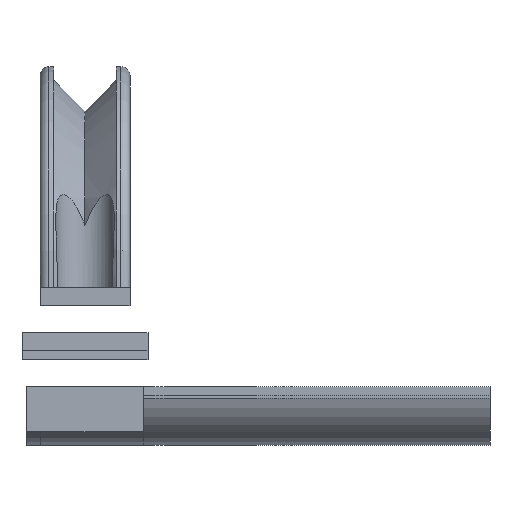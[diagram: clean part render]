
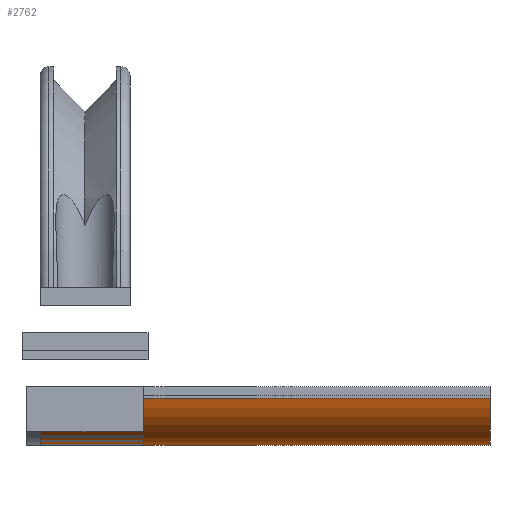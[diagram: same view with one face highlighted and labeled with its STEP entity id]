
A CAD part, front view. The second image highlights one B-rep face of the part: STEP entity #2762.
In plain terms, the highlighted cylindrical face has radius 14 mm (diameter 28 mm), a partial arc.
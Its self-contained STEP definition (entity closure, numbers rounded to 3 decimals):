
#63=CYLINDRICAL_SURFACE('',#2948,14.);
#110=CIRCLE('',#2936,14.);
#113=CIRCLE('',#2949,14.);
#199=FACE_OUTER_BOUND('',#351,.T.);
#351=EDGE_LOOP('',(#1915,#1916,#1917,#1918));
#517=LINE('',#3958,#834);
#549=LINE('',#4033,#866);
#834=VECTOR('',#3187,10.);
#866=VECTOR('',#3257,10.);
#1145=VERTEX_POINT('',#3955);
#1146=VERTEX_POINT('',#3957);
#1161=VERTEX_POINT('',#3994);
#1170=VERTEX_POINT('',#4032);
#1423=EDGE_CURVE('',#1145,#1146,#517,.F.);
#1443=EDGE_CURVE('',#1145,#1161,#110,.T.);
#1461=EDGE_CURVE('',#1161,#1170,#549,.T.);
#1462=EDGE_CURVE('',#1170,#1146,#113,.T.);
#1915=ORIENTED_EDGE('',*,*,#1443,.T.);
#1916=ORIENTED_EDGE('',*,*,#1461,.T.);
#1917=ORIENTED_EDGE('',*,*,#1462,.T.);
#1918=ORIENTED_EDGE('',*,*,#1423,.F.);
#2762=ADVANCED_FACE('',(#199),#63,.T.);
#2936=AXIS2_PLACEMENT_3D('',#3996,#3216,#3217);
#2948=AXIS2_PLACEMENT_3D('',#4031,#3255,#3256);
#2949=AXIS2_PLACEMENT_3D('',#4034,#3258,#3259);
#3187=DIRECTION('',(-1.,0.,0.));
#3216=DIRECTION('center_axis',(1.,0.,0.));
#3217=DIRECTION('ref_axis',(0.,-0.954,-0.3));
#3255=DIRECTION('center_axis',(1.,0.,0.));
#3256=DIRECTION('ref_axis',(0.,-0.954,-0.3));
#3257=DIRECTION('',(1.,0.,0.));
#3258=DIRECTION('center_axis',(-1.,0.,0.));
#3259=DIRECTION('ref_axis',(0.,-0.954,-0.3));
#3955=CARTESIAN_POINT('',(0.,-4.,-5.562));
#3957=CARTESIAN_POINT('',(100.,-4.,-5.562));
#3958=CARTESIAN_POINT('',(0.,-4.,-5.562));
#3994=CARTESIAN_POINT('',(0.,9.539,-16.));
#3996=CARTESIAN_POINT('Origin',(0.,9.539,-2.));
#4031=CARTESIAN_POINT('Origin',(0.,9.539,-2.));
#4032=CARTESIAN_POINT('',(100.,9.539,-16.));
#4033=CARTESIAN_POINT('',(0.,9.539,-16.));
#4034=CARTESIAN_POINT('Origin',(100.,9.539,-2.));
